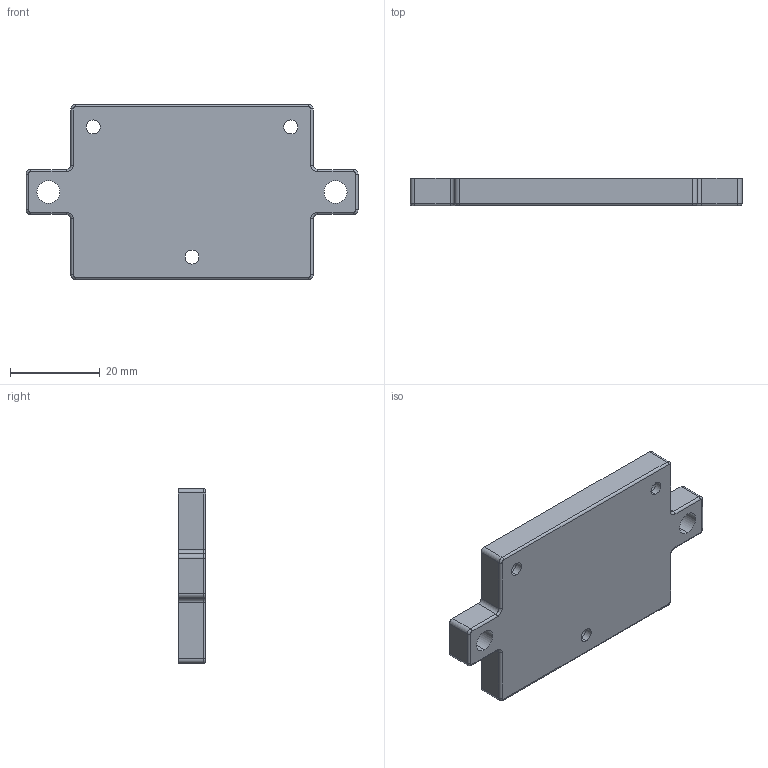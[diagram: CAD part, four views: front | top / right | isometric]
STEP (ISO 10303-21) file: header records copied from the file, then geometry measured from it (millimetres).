
FILE_DESCRIPTION (( 'STEP AP214' ), '1' );
FILE_NAME ('Bottom.STEP', '2023-01-06T21:14:19', ( '' ), ( '' ), 'SwSTEP 2.0', 'SolidWorks 2022', '' );
FILE_SCHEMA (( 'AUTOMOTIVE_DESIGN' ));
Length unit declared in the file: millimetre
Products named in the file (1): Bottom
Bounding box: 74 x 6.1 x 39 mm (x, y, z)
Volume: 6034.5 mm3; surface area: 6827.8 mm2
Topology: 1 solids, 1 shells, 120 faces, 291 edges, 171 vertices
Faces by surface type: cylinder 55, plane 31, torus 16, cone 12, sphere 6
Entity records: 3508 total; most frequent: DIRECTION 666, CARTESIAN_POINT 583, ORIENTED_EDGE 570, EDGE_CURVE 285, AXIS2_PLACEMENT_3D 262, VERTEX_POINT 171, VECTOR 142, LINE 142
